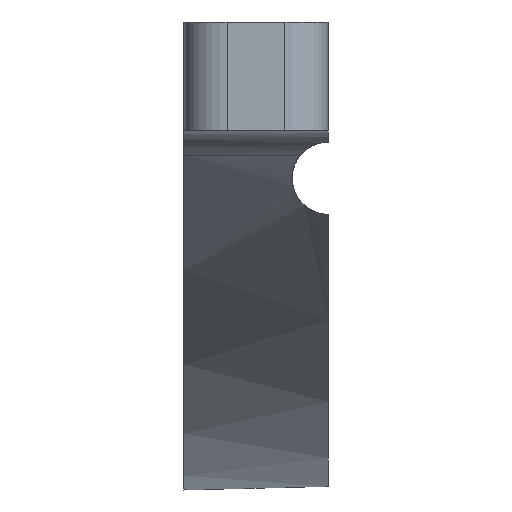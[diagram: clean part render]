
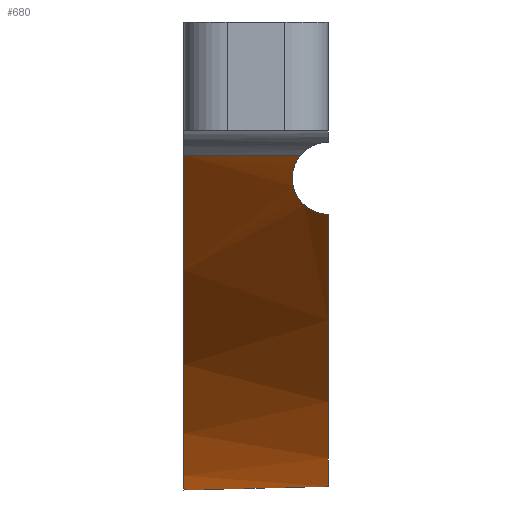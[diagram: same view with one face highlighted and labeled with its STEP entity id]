
A CAD part, left-side view. The second image highlights one B-rep face of the part: STEP entity #680.
In plain terms, the highlighted cylindrical face has radius 135 mm (diameter 270 mm), a partial arc.
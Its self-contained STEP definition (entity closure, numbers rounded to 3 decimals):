
#58=FACE_OUTER_BOUND('',#100,.T.);
#100=EDGE_LOOP('',(#512,#513,#514,#515,#516,#517));
#156=LINE('',#1240,#201);
#158=LINE('',#1246,#203);
#201=VECTOR('',#882,10.);
#203=VECTOR('',#888,10.);
#238=CIRCLE('',#737,135.);
#250=CIRCLE('',#755,135.);
#278=B_SPLINE_CURVE_WITH_KNOTS('',3,(#1064,#1065,#1066,#1067,#1068,#1069,
#1070,#1071,#1072,#1073,#1074,#1075,#1076,#1077),.UNSPECIFIED.,.F.,.F.,
(4,2,2,2,2,2,4),(-1.34,-1.165,-0.908,
-0.641,-0.374,-0.187,0.),
 .UNSPECIFIED.);
#284=B_SPLINE_CURVE_WITH_KNOTS('',3,(#1200,#1201,#1202,#1203,#1204,#1205,
#1206,#1207,#1208,#1209,#1210,#1211,#1212,#1213),.UNSPECIFIED.,.F.,.F.,
(4,2,2,2,2,2,4),(0.,0.187,0.374,0.641,
0.908,1.165,1.34),.UNSPECIFIED.);
#289=VERTEX_POINT('',#1061);
#290=VERTEX_POINT('',#1063);
#299=VERTEX_POINT('',#1150);
#306=VERTEX_POINT('',#1189);
#317=VERTEX_POINT('',#1239);
#319=VERTEX_POINT('',#1245);
#357=EDGE_CURVE('',#290,#289,#278,.T.);
#370=EDGE_CURVE('',#299,#289,#238,.T.);
#379=EDGE_CURVE('',#299,#306,#284,.T.);
#392=EDGE_CURVE('',#290,#317,#156,.T.);
#395=EDGE_CURVE('',#319,#306,#158,.T.);
#396=EDGE_CURVE('',#317,#319,#250,.T.);
#512=ORIENTED_EDGE('',*,*,#379,.T.);
#513=ORIENTED_EDGE('',*,*,#395,.F.);
#514=ORIENTED_EDGE('',*,*,#396,.F.);
#515=ORIENTED_EDGE('',*,*,#392,.F.);
#516=ORIENTED_EDGE('',*,*,#357,.T.);
#517=ORIENTED_EDGE('',*,*,#370,.F.);
#654=CYLINDRICAL_SURFACE('',#754,135.);
#680=ADVANCED_FACE('',(#58),#654,.T.);
#737=AXIS2_PLACEMENT_3D('',#1152,#842,#843);
#754=AXIS2_PLACEMENT_3D('',#1244,#886,#887);
#755=AXIS2_PLACEMENT_3D('',#1247,#889,#890);
#842=DIRECTION('center_axis',(0.,-1.,0.));
#843=DIRECTION('ref_axis',(-1.,0.,0.));
#882=DIRECTION('',(0.,1.,0.));
#886=DIRECTION('center_axis',(0.,1.,0.));
#887=DIRECTION('ref_axis',(-1.,0.,0.));
#888=DIRECTION('',(0.,-1.,0.));
#889=DIRECTION('center_axis',(0.,1.,0.));
#890=DIRECTION('ref_axis',(-1.,0.,0.));
#1061=CARTESIAN_POINT('',(94.118,-10.,-96.782));
#1063=CARTESIAN_POINT('',(101.889,-6.173,-88.565));
#1064=CARTESIAN_POINT('Ctrl Pts',(101.889,-6.173,-88.565));
#1065=CARTESIAN_POINT('Ctrl Pts',(101.556,-5.851,-88.947));
#1066=CARTESIAN_POINT('Ctrl Pts',(101.181,-5.592,-89.374));
#1067=CARTESIAN_POINT('Ctrl Pts',(100.207,-5.124,-90.467));
#1068=CARTESIAN_POINT('Ctrl Pts',(99.583,-5.,-91.154));
#1069=CARTESIAN_POINT('Ctrl Pts',(98.395,-5.,-92.435));
#1070=CARTESIAN_POINT('Ctrl Pts',(97.734,-5.134,-93.134));
#1071=CARTESIAN_POINT('Ctrl Pts',(96.471,-5.706,-94.442));
#1072=CARTESIAN_POINT('Ctrl Pts',(95.869,-6.144,-95.05));
#1073=CARTESIAN_POINT('Ctrl Pts',(95.035,-7.093,-95.884));
#1074=CARTESIAN_POINT('Ctrl Pts',(94.705,-7.594,-96.208));
#1075=CARTESIAN_POINT('Ctrl Pts',(94.246,-8.735,-96.658));
#1076=CARTESIAN_POINT('Ctrl Pts',(94.118,-9.376,-96.782));
#1077=CARTESIAN_POINT('Ctrl Pts',(94.118,-10.,-96.782));
#1150=CARTESIAN_POINT('',(-94.118,-10.,-96.782));
#1152=CARTESIAN_POINT('Origin',(0.,-10.,0.));
#1189=CARTESIAN_POINT('',(-101.889,-6.173,-88.565));
#1200=CARTESIAN_POINT('Ctrl Pts',(-94.118,-10.,-96.782));
#1201=CARTESIAN_POINT('Ctrl Pts',(-94.118,-9.376,-96.782));
#1202=CARTESIAN_POINT('Ctrl Pts',(-94.246,-8.735,-96.658));
#1203=CARTESIAN_POINT('Ctrl Pts',(-94.705,-7.594,-96.208));
#1204=CARTESIAN_POINT('Ctrl Pts',(-95.035,-7.093,-95.884));
#1205=CARTESIAN_POINT('Ctrl Pts',(-95.869,-6.144,-95.05));
#1206=CARTESIAN_POINT('Ctrl Pts',(-96.471,-5.706,-94.442));
#1207=CARTESIAN_POINT('Ctrl Pts',(-97.734,-5.134,-93.134));
#1208=CARTESIAN_POINT('Ctrl Pts',(-98.395,-5.,-92.435));
#1209=CARTESIAN_POINT('Ctrl Pts',(-99.583,-5.,-91.154));
#1210=CARTESIAN_POINT('Ctrl Pts',(-100.207,-5.124,-90.467));
#1211=CARTESIAN_POINT('Ctrl Pts',(-101.181,-5.592,-89.374));
#1212=CARTESIAN_POINT('Ctrl Pts',(-101.556,-5.851,-88.947));
#1213=CARTESIAN_POINT('Ctrl Pts',(-101.889,-6.173,-88.565));
#1239=CARTESIAN_POINT('',(101.889,10.,-88.565));
#1240=CARTESIAN_POINT('',(101.889,0.,-88.565));
#1244=CARTESIAN_POINT('Origin',(0.,0.,0.));
#1245=CARTESIAN_POINT('',(-101.889,10.,-88.565));
#1246=CARTESIAN_POINT('',(-101.889,0.,-88.565));
#1247=CARTESIAN_POINT('Origin',(0.,10.,0.));
